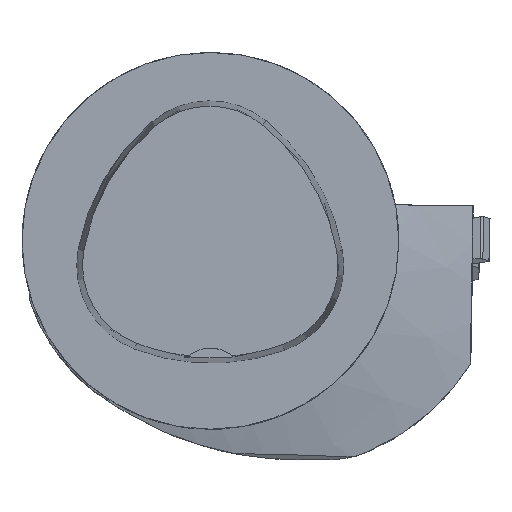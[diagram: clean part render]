
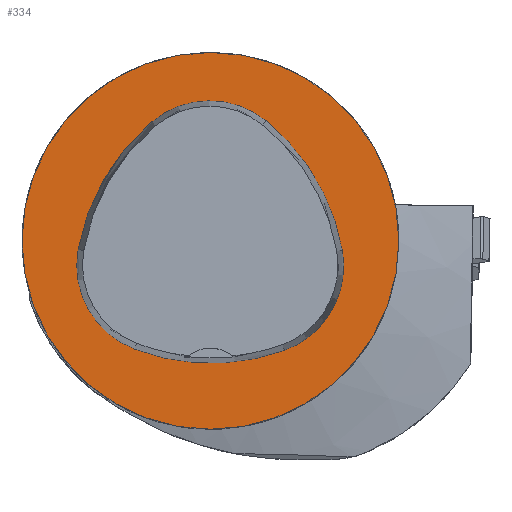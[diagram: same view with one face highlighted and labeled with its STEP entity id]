
A CAD part, top view. The second image highlights one B-rep face of the part: STEP entity #334.
In plain terms, the highlighted planar face has unit normal (0, 0, 1).
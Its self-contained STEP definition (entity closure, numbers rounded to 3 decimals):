
#146=FACE_BOUND('',#649,.T.);
#147=FACE_BOUND('',#650,.T.);
#224=CIRCLE('',#2548,31.5);
#225=CIRCLE('',#2554,36.);
#227=CIRCLE('',#2557,15.);
#229=CIRCLE('',#2560,36.);
#231=CIRCLE('',#2563,15.);
#234=CIRCLE('',#2567,36.);
#237=CIRCLE('',#2571,15.);
#334=ADVANCED_FACE('',(#146,#147),#420,.T.);
#420=PLANE('',#2576);
#649=EDGE_LOOP('',(#1604,#1605,#1606,#1607,#1608,#1609));
#650=EDGE_LOOP('',(#1610));
#1604=ORIENTED_EDGE('',*,*,#2238,.F.);
#1605=ORIENTED_EDGE('',*,*,#2233,.F.);
#1606=ORIENTED_EDGE('',*,*,#2228,.F.);
#1607=ORIENTED_EDGE('',*,*,#2225,.F.);
#1608=ORIENTED_EDGE('',*,*,#2222,.F.);
#1609=ORIENTED_EDGE('',*,*,#2218,.F.);
#1610=ORIENTED_EDGE('',*,*,#2209,.T.);
#1917=VERTEX_POINT('',#4050);
#1926=VERTEX_POINT('',#4069);
#1927=VERTEX_POINT('',#4070);
#1930=VERTEX_POINT('',#4078);
#1932=VERTEX_POINT('',#4084);
#1934=VERTEX_POINT('',#4090);
#1938=VERTEX_POINT('',#4103);
#2209=EDGE_CURVE('',#1917,#1917,#224,.T.);
#2218=EDGE_CURVE('',#1926,#1927,#225,.T.);
#2222=EDGE_CURVE('',#1927,#1930,#227,.T.);
#2225=EDGE_CURVE('',#1930,#1932,#229,.T.);
#2228=EDGE_CURVE('',#1932,#1934,#231,.T.);
#2233=EDGE_CURVE('',#1934,#1938,#234,.T.);
#2238=EDGE_CURVE('',#1938,#1926,#237,.T.);
#2548=AXIS2_PLACEMENT_3D('',#4049,#3113,#3114);
#2554=AXIS2_PLACEMENT_3D('',#4068,#3129,#3130);
#2557=AXIS2_PLACEMENT_3D('',#4077,#3137,#3138);
#2560=AXIS2_PLACEMENT_3D('',#4083,#3144,#3145);
#2563=AXIS2_PLACEMENT_3D('',#4089,#3151,#3152);
#2567=AXIS2_PLACEMENT_3D('',#4102,#3160,#3161);
#2571=AXIS2_PLACEMENT_3D('',#4115,#3169,#3170);
#2576=AXIS2_PLACEMENT_3D('',#4120,#3179,#3180);
#3113=DIRECTION('',(0.,0.,1.));
#3114=DIRECTION('',(1.,0.,0.));
#3129=DIRECTION('',(0.,0.,1.));
#3130=DIRECTION('',(1.,0.,0.));
#3137=DIRECTION('',(0.,0.,1.));
#3138=DIRECTION('',(1.,0.,0.));
#3144=DIRECTION('',(0.,0.,1.));
#3145=DIRECTION('',(1.,0.,0.));
#3151=DIRECTION('',(0.,0.,1.));
#3152=DIRECTION('',(1.,0.,0.));
#3160=DIRECTION('',(0.,0.,1.));
#3161=DIRECTION('',(1.,0.,0.));
#3169=DIRECTION('',(0.,0.,1.));
#3170=DIRECTION('',(1.,0.,0.));
#3179=DIRECTION('',(0.,0.,1.));
#3180=DIRECTION('',(-1.,0.,0.));
#4049=CARTESIAN_POINT('',(0.,0.,0.));
#4050=CARTESIAN_POINT('',(31.5,0.,0.));
#4068=CARTESIAN_POINT('',(-13.398,-7.893,0.));
#4069=CARTESIAN_POINT('',(22.041,-1.562,0.));
#4070=CARTESIAN_POINT('',(9.317,20.036,0.));
#4077=CARTESIAN_POINT('',(-0.148,8.399,0.));
#4078=CARTESIAN_POINT('',(-9.779,19.898,0.));
#4083=CARTESIAN_POINT('',(13.337,-7.7,0.));
#4084=CARTESIAN_POINT('',(-22.122,-1.48,0.));
#4089=CARTESIAN_POINT('',(-7.347,-4.071,0.));
#4090=CARTESIAN_POINT('',(-12.693,-18.087,0.));
#4102=CARTESIAN_POINT('',(0.137,15.55,0.));
#4103=CARTESIAN_POINT('',(12.373,-18.307,0.));
#4115=CARTESIAN_POINT('',(7.275,-4.2,0.));
#4120=CARTESIAN_POINT('',(0.,0.,0.));
